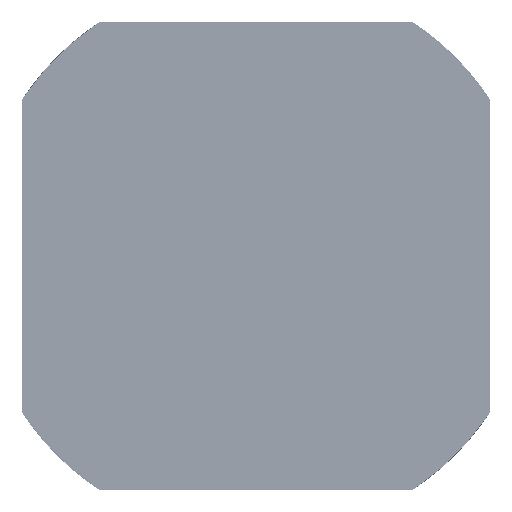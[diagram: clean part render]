
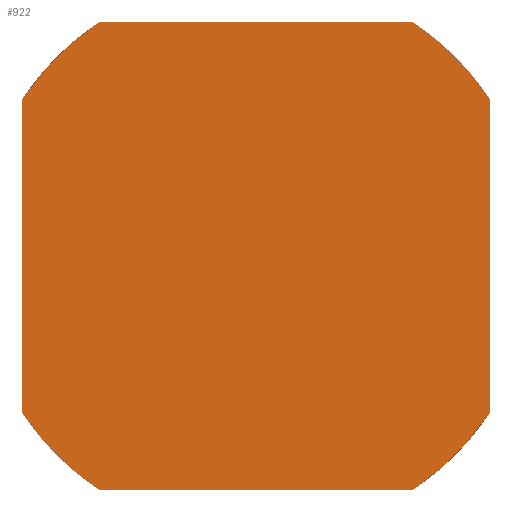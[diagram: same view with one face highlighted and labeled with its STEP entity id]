
A CAD part, front view. The second image highlights one B-rep face of the part: STEP entity #922.
In plain terms, the highlighted planar face has unit normal (0, -1, 0).
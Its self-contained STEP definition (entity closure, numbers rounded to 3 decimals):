
#1=CARTESIAN_POINT('',(0.,0.,0.));
#2=DIRECTION('',(0.,1.,0.));
#3=DIRECTION('',(-0.831,0.,0.557));
#4=AXIS2_PLACEMENT_3D('',#1,#2,#3);
#6=DIRECTION('',(1.,0.,0.));
#7=VECTOR('',#6,361.801);
#8=CARTESIAN_POINT('',(-180.901,0.,270.));
#9=LINE('',#8,#7);
#10=CARTESIAN_POINT('',(0.,0.,0.));
#11=DIRECTION('',(0.,1.,0.));
#12=DIRECTION('',(0.557,0.,0.831));
#13=AXIS2_PLACEMENT_3D('',#10,#11,#12);
#15=DIRECTION('',(0.,0.,-1.));
#16=VECTOR('',#15,361.801);
#17=CARTESIAN_POINT('',(270.,0.,180.901));
#18=LINE('',#17,#16);
#19=CARTESIAN_POINT('',(0.,0.,0.));
#20=DIRECTION('',(0.,1.,0.));
#21=DIRECTION('',(0.831,0.,-0.557));
#22=AXIS2_PLACEMENT_3D('',#19,#20,#21);
#24=DIRECTION('',(-1.,0.,0.));
#25=VECTOR('',#24,361.801);
#26=CARTESIAN_POINT('',(180.901,0.,-270.));
#27=LINE('',#26,#25);
#28=CARTESIAN_POINT('',(0.,0.,0.));
#29=DIRECTION('',(0.,1.,0.));
#30=DIRECTION('',(-0.557,0.,-0.831));
#31=AXIS2_PLACEMENT_3D('',#28,#29,#30);
#33=DIRECTION('',(0.,0.,1.));
#34=VECTOR('',#33,361.801);
#35=CARTESIAN_POINT('',(-270.,0.,-180.901));
#36=LINE('',#35,#34);
#699=CARTESIAN_POINT('',(-270.,0.,180.901));
#700=CARTESIAN_POINT('',(-180.901,0.,270.));
#701=VERTEX_POINT('',#699);
#702=VERTEX_POINT('',#700);
#703=CARTESIAN_POINT('',(180.901,0.,270.));
#704=CARTESIAN_POINT('',(270.,0.,180.901));
#705=VERTEX_POINT('',#703);
#706=VERTEX_POINT('',#704);
#707=CARTESIAN_POINT('',(270.,0.,-180.901));
#708=CARTESIAN_POINT('',(180.901,0.,-270.));
#709=VERTEX_POINT('',#707);
#710=VERTEX_POINT('',#708);
#711=CARTESIAN_POINT('',(-180.901,0.,-270.));
#712=CARTESIAN_POINT('',(-270.,0.,-180.901));
#713=VERTEX_POINT('',#711);
#714=VERTEX_POINT('',#712);
#899=CARTESIAN_POINT('',(0.,0.,0.));
#900=DIRECTION('',(0.,1.,0.));
#901=DIRECTION('',(1.,0.,0.));
#902=AXIS2_PLACEMENT_3D('',#899,#900,#901);
#903=PLANE('',#902);
#905=ORIENTED_EDGE('',*,*,#904,.T.);
#907=ORIENTED_EDGE('',*,*,#906,.T.);
#909=ORIENTED_EDGE('',*,*,#908,.T.);
#911=ORIENTED_EDGE('',*,*,#910,.T.);
#913=ORIENTED_EDGE('',*,*,#912,.T.);
#915=ORIENTED_EDGE('',*,*,#914,.T.);
#917=ORIENTED_EDGE('',*,*,#916,.T.);
#919=ORIENTED_EDGE('',*,*,#918,.T.);
#920=EDGE_LOOP('',(#905,#907,#909,#911,#913,#915,#917,#919));
#921=FACE_OUTER_BOUND('',#920,.F.);
#5=CIRCLE('',#4,325.);
#14=CIRCLE('',#13,325.);
#23=CIRCLE('',#22,325.);
#32=CIRCLE('',#31,325.);
#904=EDGE_CURVE('',#701,#702,#5,.T.);
#906=EDGE_CURVE('',#702,#705,#9,.T.);
#908=EDGE_CURVE('',#705,#706,#14,.T.);
#910=EDGE_CURVE('',#706,#709,#18,.T.);
#912=EDGE_CURVE('',#709,#710,#23,.T.);
#914=EDGE_CURVE('',#710,#713,#27,.T.);
#916=EDGE_CURVE('',#713,#714,#32,.T.);
#918=EDGE_CURVE('',#714,#701,#36,.T.);
#922=ADVANCED_FACE('',(#921),#903,.F.);
